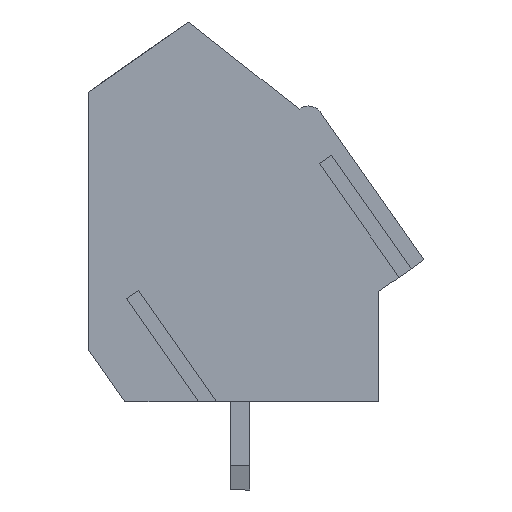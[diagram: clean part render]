
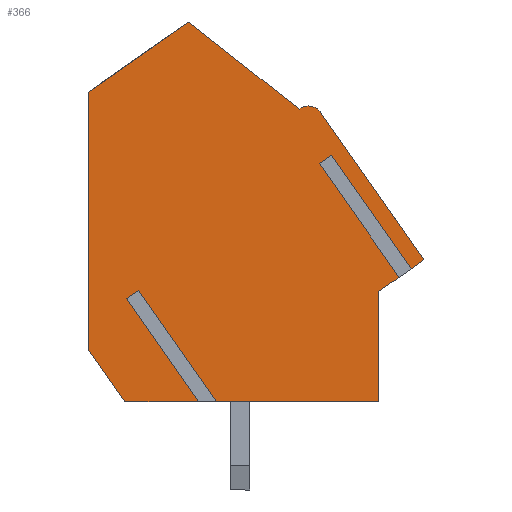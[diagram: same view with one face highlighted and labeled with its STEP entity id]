
A CAD part, left-side view. The second image highlights one B-rep face of the part: STEP entity #366.
In plain terms, the highlighted planar face has unit normal (-1, 0, 0).
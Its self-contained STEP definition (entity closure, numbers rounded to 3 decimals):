
#366 = ADVANCED_FACE( '', ( #764 ), #765, .F. );
#764 = FACE_OUTER_BOUND( '', #1243, .T. );
#765 = PLANE( '', #1244 );
#1243 = EDGE_LOOP( '', ( #1949, #1950, #1951, #1952, #1953, #1954, #1955, #1956, #1957, #1958, #1959, #1960, #1961, #1962, #1963, #1964, #1965 ) );
#1244 = AXIS2_PLACEMENT_3D( '', #1966, #1967, #1968 );
#1949 = ORIENTED_EDGE( '', *, *, #3172, .T. );
#1950 = ORIENTED_EDGE( '', *, *, #3069, .F. );
#1951 = ORIENTED_EDGE( '', *, *, #2991, .F. );
#1952 = ORIENTED_EDGE( '', *, *, #3173, .F. );
#1953 = ORIENTED_EDGE( '', *, *, #3174, .F. );
#1954 = ORIENTED_EDGE( '', *, *, #3175, .F. );
#1955 = ORIENTED_EDGE( '', *, *, #3176, .F. );
#1956 = ORIENTED_EDGE( '', *, *, #3177, .T. );
#1957 = ORIENTED_EDGE( '', *, *, #3051, .T. );
#1958 = ORIENTED_EDGE( '', *, *, #3178, .F. );
#1959 = ORIENTED_EDGE( '', *, *, #3179, .F. );
#1960 = ORIENTED_EDGE( '', *, *, #3180, .T. );
#1961 = ORIENTED_EDGE( '', *, *, #3181, .F. );
#1962 = ORIENTED_EDGE( '', *, *, #3182, .F. );
#1963 = ORIENTED_EDGE( '', *, *, #3183, .F. );
#1964 = ORIENTED_EDGE( '', *, *, #3184, .F. );
#1965 = ORIENTED_EDGE( '', *, *, #3185, .F. );
#1966 = CARTESIAN_POINT( '', ( -5., 0., 0. ) );
#1967 = DIRECTION( '', ( 1., 0., 0. ) );
#1968 = DIRECTION( '', ( 0., 0., -1. ) );
#2991 = EDGE_CURVE( '', #3563, #3565, #3566, .T. );
#3051 = EDGE_CURVE( '', #3666, #3668, #3670, .T. );
#3069 = EDGE_CURVE( '', #3565, #3698, #3702, .T. );
#3172 = EDGE_CURVE( '', #3866, #3698, #3867, .T. );
#3173 = EDGE_CURVE( '', #3868, #3563, #3869, .T. );
#3174 = EDGE_CURVE( '', #3870, #3868, #3871, .T. );
#3175 = EDGE_CURVE( '', #3872, #3870, #3873, .T. );
#3176 = EDGE_CURVE( '', #3874, #3872, #3875, .T. );
#3177 = EDGE_CURVE( '', #3874, #3666, #3876, .T. );
#3178 = EDGE_CURVE( '', #3877, #3668, #3878, .T. );
#3179 = EDGE_CURVE( '', #3879, #3877, #3880, .T. );
#3180 = EDGE_CURVE( '', #3879, #3881, #3882, .F. );
#3181 = EDGE_CURVE( '', #3883, #3881, #3884, .T. );
#3182 = EDGE_CURVE( '', #3885, #3883, #3886, .T. );
#3183 = EDGE_CURVE( '', #3887, #3885, #3888, .T. );
#3184 = EDGE_CURVE( '', #3889, #3887, #3890, .T. );
#3185 = EDGE_CURVE( '', #3866, #3889, #3891, .T. );
#3563 = VERTEX_POINT( '', #4399 );
#3565 = VERTEX_POINT( '', #4402 );
#3566 = LINE( '', #4403, #4404 );
#3666 = VERTEX_POINT( '', #4544 );
#3668 = VERTEX_POINT( '', #4547 );
#3670 = LINE( '', #4550, #4551 );
#3698 = VERTEX_POINT( '', #4591 );
#3702 = LINE( '', #4597, #4598 );
#3866 = VERTEX_POINT( '', #4831 );
#3867 = LINE( '', #4832, #4833 );
#3868 = VERTEX_POINT( '', #4834 );
#3869 = LINE( '', #4835, #4836 );
#3870 = VERTEX_POINT( '', #4837 );
#3871 = LINE( '', #4838, #4839 );
#3872 = VERTEX_POINT( '', #4840 );
#3873 = LINE( '', #4841, #4842 );
#3874 = VERTEX_POINT( '', #4843 );
#3875 = LINE( '', #4844, #4845 );
#3876 = LINE( '', #4846, #4847 );
#3877 = VERTEX_POINT( '', #4848 );
#3878 = LINE( '', #4849, #4850 );
#3879 = VERTEX_POINT( '', #4851 );
#3880 = LINE( '', #4852, #4853 );
#3881 = VERTEX_POINT( '', #4854 );
#3882 = CIRCLE( '', #4855, 0.6 );
#3883 = VERTEX_POINT( '', #4856 );
#3884 = LINE( '', #4857, #4858 );
#3885 = VERTEX_POINT( '', #4859 );
#3886 = LINE( '', #4860, #4861 );
#3887 = VERTEX_POINT( '', #4862 );
#3888 = LINE( '', #4863, #4864 );
#3889 = VERTEX_POINT( '', #4865 );
#3890 = LINE( '', #4866, #4867 );
#3891 = LINE( '', #4868, #4869 );
#4399 = CARTESIAN_POINT( '', ( -5., 1.437, -7.382 ) );
#4402 = CARTESIAN_POINT( '', ( -5., 4.622, -2.834 ) );
#4403 = CARTESIAN_POINT( '', ( -5., -14.909, -30.727 ) );
#4404 = VECTOR( '', #5507, 1000. );
#4544 = CARTESIAN_POINT( '', ( -5., -3.259, 2.684 ) );
#4547 = CARTESIAN_POINT( '', ( -5., -6.507, -1.954 ) );
#4550 = CARTESIAN_POINT( '', ( -5., 6.825, 17.086 ) );
#4551 = VECTOR( '', #5568, 1000. );
#4591 = CARTESIAN_POINT( '', ( -5., 5.113, -3.178 ) );
#4597 = CARTESIAN_POINT( '', ( -5., 4.622, -2.834 ) );
#4598 = VECTOR( '', #5583, 1000. );
#4831 = CARTESIAN_POINT( '', ( -5., 2.17, -7.382 ) );
#4832 = CARTESIAN_POINT( '', ( -5., -14.417, -31.071 ) );
#4833 = VECTOR( '', #5680, 1000. );
#4834 = CARTESIAN_POINT( '', ( -5., -5.182, -7.382 ) );
#4835 = CARTESIAN_POINT( '', ( -5., -5.182, -7.382 ) );
#4836 = VECTOR( '', #5681, 1000. );
#4837 = CARTESIAN_POINT( '', ( -5., -5.182, -2.882 ) );
#4838 = CARTESIAN_POINT( '', ( -5., -5.182, -7.382 ) );
#4839 = VECTOR( '', #5682, 1000. );
#4840 = CARTESIAN_POINT( '', ( -5., -6.015, -2.299 ) );
#4841 = CARTESIAN_POINT( '', ( -5., -5.182, -2.882 ) );
#4842 = VECTOR( '', #5683, 1000. );
#4843 = CARTESIAN_POINT( '', ( -5., -2.768, 2.34 ) );
#4844 = CARTESIAN_POINT( '', ( -5., 7.317, 16.742 ) );
#4845 = VECTOR( '', #5684, 1000. );
#4846 = CARTESIAN_POINT( '', ( -5., -3.259, 2.684 ) );
#4847 = VECTOR( '', #5685, 1000. );
#4848 = CARTESIAN_POINT( '', ( -5., -7.025, -1.592 ) );
#4849 = CARTESIAN_POINT( '', ( -5., -5.182, -2.882 ) );
#4850 = VECTOR( '', #5686, 1000. );
#4851 = CARTESIAN_POINT( '', ( -5., -2.804, 4.437 ) );
#4852 = CARTESIAN_POINT( '', ( -5., -2.379, 5.044 ) );
#4853 = VECTOR( '', #5687, 1000. );
#4854 = CARTESIAN_POINT( '', ( -5., -1.941, 4.564 ) );
#4855 = AXIS2_PLACEMENT_3D( '', #5688, #5689, #5690 );
#4856 = CARTESIAN_POINT( '', ( -5., 2.579, 8.118 ) );
#4857 = CARTESIAN_POINT( '', ( -5., 2.579, 8.118 ) );
#4858 = VECTOR( '', #5691, 1000. );
#4859 = CARTESIAN_POINT( '', ( -5., 6.675, 5.25 ) );
#4860 = CARTESIAN_POINT( '', ( -5., 6.675, 5.25 ) );
#4861 = VECTOR( '', #5692, 1000. );
#4862 = CARTESIAN_POINT( '', ( -5., 6.675, -5.25 ) );
#4863 = CARTESIAN_POINT( '', ( -5., 6.675, -5.25 ) );
#4864 = VECTOR( '', #5693, 1000. );
#4865 = CARTESIAN_POINT( '', ( -5., 5.182, -7.382 ) );
#4866 = CARTESIAN_POINT( '', ( -5., 5.182, -7.382 ) );
#4867 = VECTOR( '', #5694, 1000. );
#4868 = CARTESIAN_POINT( '', ( -5., -5.182, -7.382 ) );
#4869 = VECTOR( '', #5695, 1000. );
#5507 = DIRECTION( '', ( 0., 0.574, 0.819 ) );
#5568 = DIRECTION( '', ( 0., -0.574, -0.819 ) );
#5583 = DIRECTION( '', ( 0., 0.819, -0.574 ) );
#5680 = DIRECTION( '', ( 0., 0.574, 0.819 ) );
#5681 = DIRECTION( '', ( 0., 1., 0. ) );
#5682 = DIRECTION( '', ( 0., 0., -1. ) );
#5683 = DIRECTION( '', ( 0., 0.819, -0.574 ) );
#5684 = DIRECTION( '', ( 0., -0.574, -0.819 ) );
#5685 = DIRECTION( '', ( 0., -0.819, 0.574 ) );
#5686 = DIRECTION( '', ( 0., 0.819, -0.574 ) );
#5687 = DIRECTION( '', ( 0., -0.574, -0.819 ) );
#5688 = CARTESIAN_POINT( '', ( -5., -2.312, 4.093 ) );
#5689 = DIRECTION( '', ( 1., 0., 0. ) );
#5690 = DIRECTION( '', ( 0., 0., -1. ) );
#5691 = DIRECTION( '', ( 0., -0.786, -0.618 ) );
#5692 = DIRECTION( '', ( 0., -0.819, 0.574 ) );
#5693 = DIRECTION( '', ( 0., 0., 1. ) );
#5694 = DIRECTION( '', ( 0., 0.574, 0.819 ) );
#5695 = DIRECTION( '', ( 0., 1., 0. ) );
